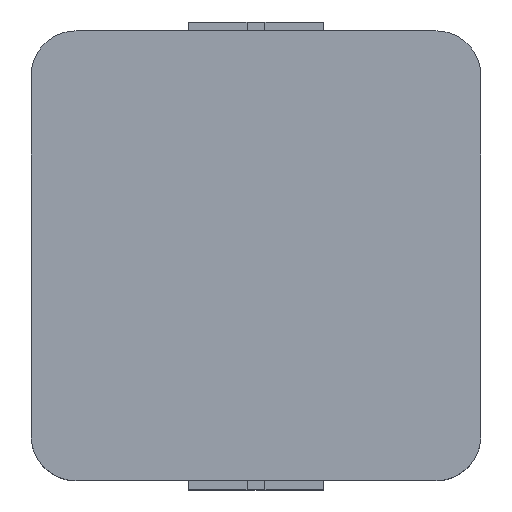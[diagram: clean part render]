
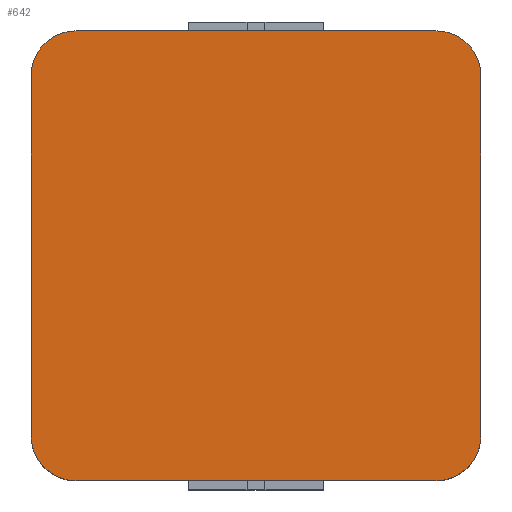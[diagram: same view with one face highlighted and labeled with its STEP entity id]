
A CAD part, top view. The second image highlights one B-rep face of the part: STEP entity #642.
In plain terms, the highlighted planar face has unit normal (0, 0, 1).
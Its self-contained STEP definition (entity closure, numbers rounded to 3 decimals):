
#3 = EDGE_CURVE ( 'NONE', #389, #924, #374, .T. ) ;
#34 = PLANE ( 'NONE',  #126 ) ;
#61 = ORIENTED_EDGE ( 'NONE', *, *, #671, .F. ) ;
#126 = AXIS2_PLACEMENT_3D ( 'NONE', #138, #528, #439 ) ;
#138 = CARTESIAN_POINT ( 'NONE',  ( 0., 0., 3.8 ) ) ;
#141 = EDGE_CURVE ( 'NONE', #1115, #550, #806, .T. ) ;
#158 = CARTESIAN_POINT ( 'NONE',  ( 4., -5., 3.8 ) ) ;
#165 = LINE ( 'NONE', #174, #786 ) ;
#174 = CARTESIAN_POINT ( 'NONE',  ( 0., -5., 3.8 ) ) ;
#175 = EDGE_CURVE ( 'NONE', #235, #742, #232, .T. ) ;
#192 = AXIS2_PLACEMENT_3D ( 'NONE', #516, #324, #1127 ) ;
#193 = DIRECTION ( 'NONE',  ( -1., 0., 0. ) ) ;
#205 = CIRCLE ( 'NONE', #1075, 1. ) ;
#215 = VERTEX_POINT ( 'NONE', #233 ) ;
#222 = CARTESIAN_POINT ( 'NONE',  ( 5., -4., 3.8 ) ) ;
#232 = CIRCLE ( 'NONE', #684, 1. ) ;
#233 = CARTESIAN_POINT ( 'NONE',  ( -4., 5., 3.8 ) ) ;
#235 = VERTEX_POINT ( 'NONE', #1103 ) ;
#263 = VECTOR ( 'NONE', #309, 1000. ) ;
#306 = ORIENTED_EDGE ( 'NONE', *, *, #141, .F. ) ;
#309 = DIRECTION ( 'NONE',  ( -1., 0., 0. ) ) ;
#324 = DIRECTION ( 'NONE',  ( 0., 0., -1. ) ) ;
#329 = EDGE_CURVE ( 'NONE', #393, #550, #165, .T. ) ;
#361 = CARTESIAN_POINT ( 'NONE',  ( -4., 4., 3.8 ) ) ;
#374 = LINE ( 'NONE', #461, #989 ) ;
#389 = VERTEX_POINT ( 'NONE', #1163 ) ;
#393 = VERTEX_POINT ( 'NONE', #1065 ) ;
#404 = ORIENTED_EDGE ( 'NONE', *, *, #3, .T. ) ;
#439 = DIRECTION ( 'NONE',  ( 1., 0., 0. ) ) ;
#458 = DIRECTION ( 'NONE',  ( 0., 1., 0. ) ) ;
#461 = CARTESIAN_POINT ( 'NONE',  ( -5., 0., 3.8 ) ) ;
#489 = CARTESIAN_POINT ( 'NONE',  ( 4., 4., 3.8 ) ) ;
#502 = CARTESIAN_POINT ( 'NONE',  ( 0., 5., 3.8 ) ) ;
#516 = CARTESIAN_POINT ( 'NONE',  ( -4., -4., 3.8 ) ) ;
#527 = DIRECTION ( 'NONE',  ( 0., 0., -1. ) ) ;
#528 = DIRECTION ( 'NONE',  ( 0., 0., 1. ) ) ;
#550 = VERTEX_POINT ( 'NONE', #158 ) ;
#551 = CARTESIAN_POINT ( 'NONE',  ( 5., 0., 3.8 ) ) ;
#614 = EDGE_CURVE ( 'NONE', #235, #215, #616, .T. ) ;
#616 = LINE ( 'NONE', #502, #263 ) ;
#642 = ADVANCED_FACE ( 'NONE', ( #810 ), #34, .T. ) ;
#659 = DIRECTION ( 'NONE',  ( 1., 0., 0. ) ) ;
#671 = EDGE_CURVE ( 'NONE', #393, #924, #1042, .T. ) ;
#684 = AXIS2_PLACEMENT_3D ( 'NONE', #489, #971, #193 ) ;
#703 = ORIENTED_EDGE ( 'NONE', *, *, #761, .T. ) ;
#737 = DIRECTION ( 'NONE',  ( 0., -1., 0. ) ) ;
#742 = VERTEX_POINT ( 'NONE', #1157 ) ;
#743 = ORIENTED_EDGE ( 'NONE', *, *, #175, .F. ) ;
#761 = EDGE_CURVE ( 'NONE', #1115, #742, #1050, .T. ) ;
#770 = DIRECTION ( 'NONE',  ( 0., 0., -1. ) ) ;
#786 = VECTOR ( 'NONE', #659, 1000. ) ;
#806 = CIRCLE ( 'NONE', #1093, 1. ) ;
#810 = FACE_OUTER_BOUND ( 'NONE', #1224, .T. ) ;
#874 = DIRECTION ( 'NONE',  ( -1., 0., 0. ) ) ;
#882 = CARTESIAN_POINT ( 'NONE',  ( -5., -4., 3.8 ) ) ;
#924 = VERTEX_POINT ( 'NONE', #882 ) ;
#929 = ORIENTED_EDGE ( 'NONE', *, *, #1229, .F. ) ;
#971 = DIRECTION ( 'NONE',  ( 0., 0., -1. ) ) ;
#985 = ORIENTED_EDGE ( 'NONE', *, *, #614, .T. ) ;
#989 = VECTOR ( 'NONE', #737, 1000. ) ;
#1042 = CIRCLE ( 'NONE', #192, 1. ) ;
#1050 = LINE ( 'NONE', #551, #1096 ) ;
#1065 = CARTESIAN_POINT ( 'NONE',  ( -4., -5., 3.8 ) ) ;
#1075 = AXIS2_PLACEMENT_3D ( 'NONE', #361, #527, #1244 ) ;
#1078 = CARTESIAN_POINT ( 'NONE',  ( 4., -4., 3.8 ) ) ;
#1093 = AXIS2_PLACEMENT_3D ( 'NONE', #1078, #770, #874 ) ;
#1096 = VECTOR ( 'NONE', #458, 1000. ) ;
#1103 = CARTESIAN_POINT ( 'NONE',  ( 4., 5., 3.8 ) ) ;
#1115 = VERTEX_POINT ( 'NONE', #222 ) ;
#1127 = DIRECTION ( 'NONE',  ( -1., 0., 0. ) ) ;
#1157 = CARTESIAN_POINT ( 'NONE',  ( 5., 4., 3.8 ) ) ;
#1163 = CARTESIAN_POINT ( 'NONE',  ( -5., 4., 3.8 ) ) ;
#1224 = EDGE_LOOP ( 'NONE', ( #929, #404, #61, #1261, #306, #703, #743, #985 ) ) ;
#1229 = EDGE_CURVE ( 'NONE', #389, #215, #205, .T. ) ;
#1244 = DIRECTION ( 'NONE',  ( -1., 0., 0. ) ) ;
#1261 = ORIENTED_EDGE ( 'NONE', *, *, #329, .T. ) ;
